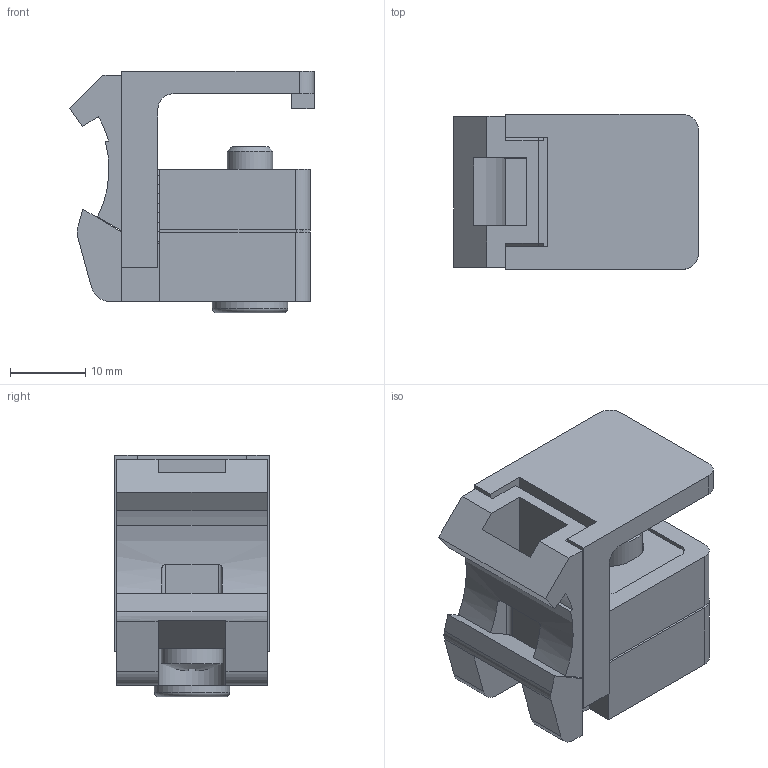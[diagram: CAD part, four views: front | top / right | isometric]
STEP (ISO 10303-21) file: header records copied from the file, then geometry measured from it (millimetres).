
FILE_DESCRIPTION(/* description */ ('Vario blok plastový'),/* implementation_level */ '2;1');
FILE_NAME(/* name */ '623027.stp',/* time_stamp */ '2020-12-11T11:35:35+01:00',/* author */ ('PC'),/* organization */ ('Alutec K&K'),/* preprocessor_version */ 'ST-DEVELOPER v18.1',/* originating_system */ 'Autodesk Inventor 2021',/* authorisation */ '');
FILE_SCHEMA (('AUTOMOTIVE_DESIGN { 1 0 10303 214 3 1 1 }'));
Length unit declared in the file: millimetre
Products named in the file (7): 623027; 623027_001; 623027_002; 623027_003; 623027_004; 200616-1; 210600
Assembly tree (6 placements, depth 2):
  623027
    623027_001
    623027_002
    623027_003
    623027_004
    200616-1
    210600
Bounding box: 32.39 x 20.5 x 32 mm (x, y, z)
Volume: 11111.3 mm3; surface area: 10525.3 mm2
Topology: 6 solids, 6 shells, 329 faces, 920 edges, 609 vertices
Faces by surface type: plane 271, cylinder 49, cone 4, bspline 2, torus 2, sphere 1
Full cylindrical faces by diameter (mm): 3 x3, 4.2 x1, 4.917 x1, 5.4 x1, 6 x1, 8.2 x1, 10 x1
Entity records: 10782 total; most frequent: CARTESIAN_POINT 1961, ORIENTED_EDGE 1836, DIRECTION 1704, EDGE_CURVE 918, LINE 780, VECTOR 780, VERTEX_POINT 609, AXIS2_PLACEMENT_3D 462
